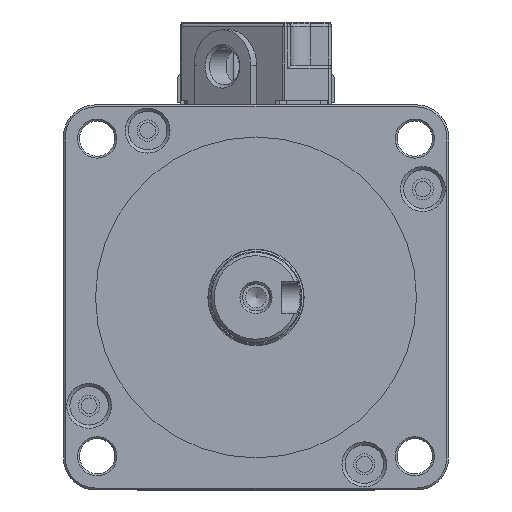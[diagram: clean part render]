
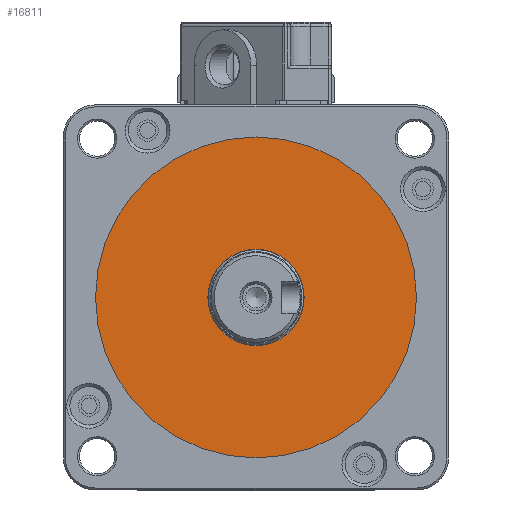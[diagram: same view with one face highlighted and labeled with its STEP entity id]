
A CAD part, left-side view. The second image highlights one B-rep face of the part: STEP entity #16811.
In plain terms, the highlighted planar face has unit normal (-1, 0, 0).
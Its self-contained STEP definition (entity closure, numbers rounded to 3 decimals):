
#7934=ORIENTED_EDGE('',*,*,#10423,.F.);
#7935=ORIENTED_EDGE('',*,*,#8657,.F.);
#8657=EDGE_CURVE('',#10896,#10896,#12205,.T.);
#10423=EDGE_CURVE('',#11947,#11947,#12823,.F.);
#10896=VERTEX_POINT('',#32188);
#11947=VERTEX_POINT('',#40392);
#12205=CIRCLE('',#24737,25.);
#12823=CIRCLE('',#26110,7.495);
#14077=EDGE_LOOP('',(#7934));
#14078=EDGE_LOOP('',(#7935));
#15357=FACE_BOUND('',#14077,.T.);
#15358=FACE_BOUND('',#14078,.T.);
#15753=PLANE('',#26109);
#16811=ADVANCED_FACE('',(#15357,#15358),#15753,.T.);
#24737=AXIS2_PLACEMENT_3D('',#32187,#27370,#27371);
#26109=AXIS2_PLACEMENT_3D('',#40390,#30753,#30754);
#26110=AXIS2_PLACEMENT_3D('',#40391,#30755,#30756);
#27370=DIRECTION('',(1.,0.,0.));
#27371=DIRECTION('',(0.,-1.,0.));
#30753=DIRECTION('',(-1.,0.,0.));
#30754=DIRECTION('',(0.,-1.,0.));
#30755=DIRECTION('',(1.,0.,0.));
#30756=DIRECTION('',(0.,1.,0.));
#32187=CARTESIAN_POINT('',(-8.09,0.,0.));
#32188=CARTESIAN_POINT('',(-8.09,-25.,0.));
#40390=CARTESIAN_POINT('',(-8.09,-30.,30.));
#40391=CARTESIAN_POINT('',(-8.09,0.,0.));
#40392=CARTESIAN_POINT('',(-8.09,7.495,0.));
